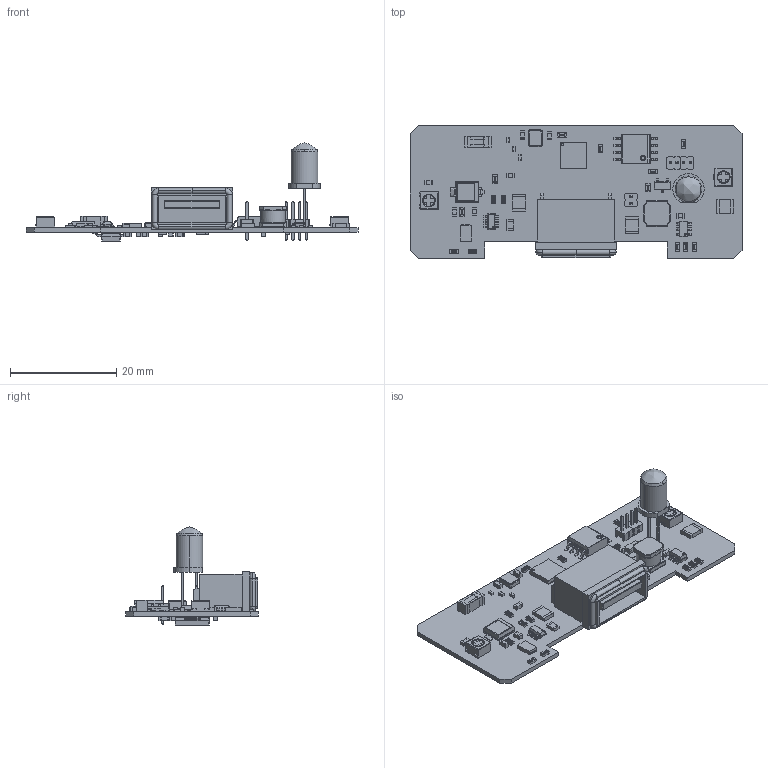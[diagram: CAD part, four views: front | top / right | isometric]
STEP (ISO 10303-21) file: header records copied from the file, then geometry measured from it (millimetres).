
FILE_DESCRIPTION(('Open CASCADE Model'),'2;1');
FILE_NAME('Open CASCADE Shape Model','2020-07-28T15:27:13',('Author'),( 'Open CASCADE'),'Open CASCADE STEP processor 6.8','Open CASCADE 6.8' ,'Unknown');
FILE_SCHEMA(('AUTOMOTIVE_DESIGN { 1 0 10303 214 1 1 1 1 }'));
Length unit declared in the file: millimetre
Products named in the file (89): PCB; Board; Open CASCADE STEP translator 6.8 2.1.1; Ri2; Res0603; Ri1; Ci1; Cap0603; U4; DFN8; Rd4; Rd3; J_USB; USB_A_ip68; Cb1; RqT; TRIMMER_PVG3A; ACIS_Solid_3223; ACIS_Solid_3378; ACIS_Solid_3314; ACIS_Solid_3586; ACIS_Solid_3259; Rq2; La2; Ind0402; Ca4; Cap0402; Ca3; Antenna; AntennaCeramic--2450AT42B100E; Rd2; Cd4; Ra5; RdT; Y; ABM8-26MHz; U6; LT1171ST-3V3_SOT223; U5; AP65111A-SOT23-6 ...
Assembly tree (131 placements, depth 4):
  PCB
    Board
      Open CASCADE STEP translator 6.8 2.1.1
    Ri2
      Res0603
    Ri1
      Res0603
    Ci1
      Cap0603
    U4
      DFN8
    Rd4
      Res0603
    Rd3
      Res0603
    J_USB
      USB_A_ip68
    Cb1
      Cap0603
    RqT
      TRIMMER_PVG3A
        ACIS_Solid_3223
        ACIS_Solid_3378
        ACIS_Solid_3314
        ACIS_Solid_3586
        ACIS_Solid_3259
    Rq2
      Res0603
    La2
      Ind0402
    Ca4
      Cap0402
    Ca3
      Cap0402
    Antenna
      AntennaCeramic--2450AT42B100E
    Rd2
      Res0603
    Cd4
      Cap0603
    Ra5
      Res0603
    RdT
      TRIMMER_PVG3A
        ACIS_Solid_3223
        ACIS_Solid_3378
        ACIS_Solid_3314
        ACIS_Solid_3586
        ACIS_Solid_3259
    Y
      ABM8-26MHz
    U6
      LT1171ST-3V3_SOT223
    U5
      AP65111A-SOT23-6
    U3
      INA219_SOT23
    U2
      W25Q32JV_SOIC-8-208
        pin_SOIC_SOIC-208_1  x8
Bounding box: 62.5 x 25 x 18.56 mm (x, y, z)
Volume: 2529.6 mm3; surface area: 6107.3 mm2
Topology: 181 solids, 181 shells, 4486 faces, 11201 edges, 7073 vertices
Faces by surface type: plane 2576, bspline 923, cylinder 799, sphere 178, torus 8, cone 2
Entity records: 65812 total; most frequent: CARTESIAN_POINT 14122, ORIENTED_EDGE 9256, DIRECTION 9028, EDGE_CURVE 4628, LINE 3498, VECTOR 3498, VERTEX_POINT 2953, AXIS2_PLACEMENT_3D 2765
